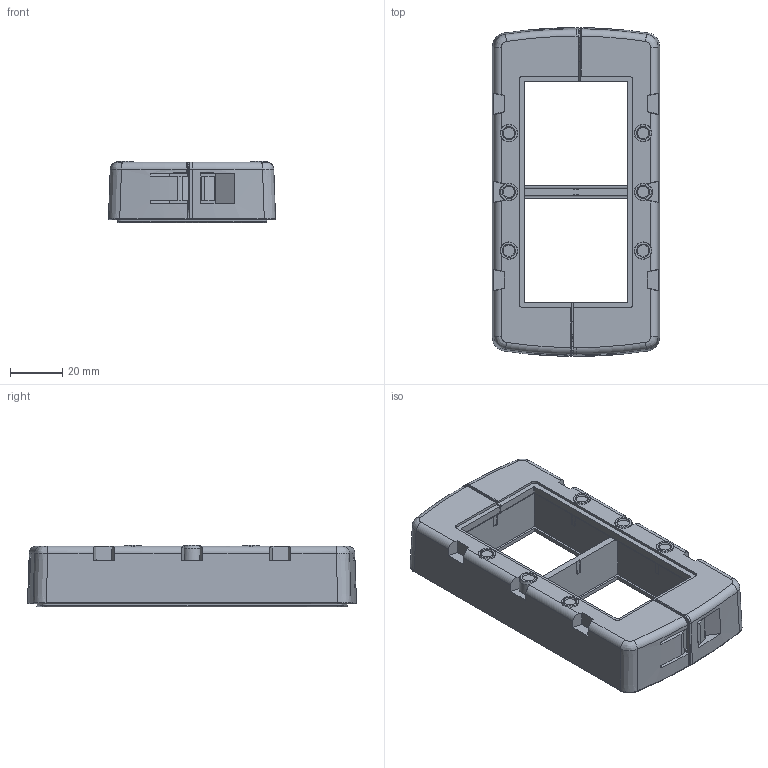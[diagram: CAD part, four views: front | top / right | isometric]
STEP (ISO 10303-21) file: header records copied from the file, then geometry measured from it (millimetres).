
FILE_DESCRIPTION(('CATIA V5 STEP Exchange','CAx-IF Rec.Pracs.--- Model Styling and Organization---1.4--- 2014-01-23'),'2;1');
FILE_NAME ('1469361-5_2_2891530000_2891530000.stp','2023-02-02T07:48:51+00:00',('none'),('Weidmueller'),'CATIA Version 5-6 Release 2016 SP3 HF44','CATIA V5 STEP AP214','none');
FILE_SCHEMA(('AUTOMOTIVE_DESIGN { 1 0 10303 214 1 1 1 1 }'));
Products named in the file (1): 2891530000_CABTITE_FRFT_16-8_SET
Bounding box: 63.96 x 125.95 x 23.7 mm (x, y, z)
Volume: 78483.9 mm3; surface area: 48375.4 mm2
Topology: 3 solids, 7 shells, 1457 faces, 4126 edges, 2735 vertices
Faces by surface type: plane 938, cylinder 154, bspline 150, cone 78, extrusion 69, torus 64, sphere 4
Entity records: 52869 total; most frequent: CARTESIAN_POINT 16186, ORIENTED_EDGE 8244, DIRECTION 5707, EDGE_CURVE 4122, VECTOR 2860, LINE 2791, VERTEX_POINT 2735, AXIS2_PLACEMENT_3D 1610
